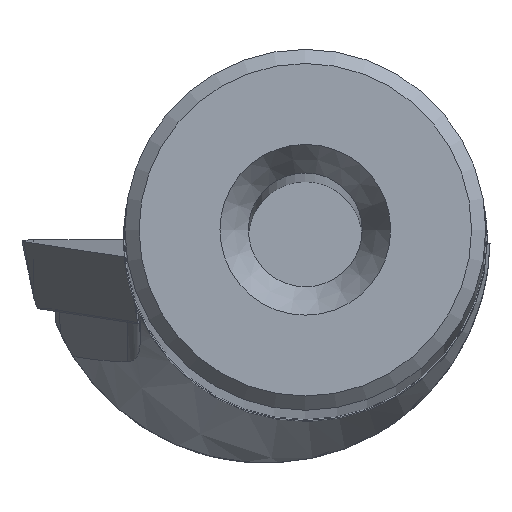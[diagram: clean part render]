
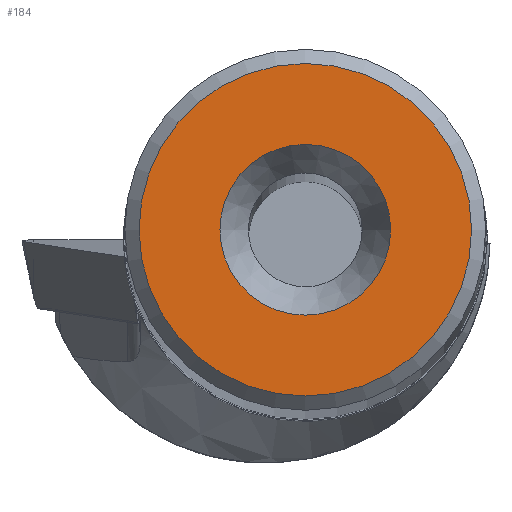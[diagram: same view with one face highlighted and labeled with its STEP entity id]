
A CAD part, top view. The second image highlights one B-rep face of the part: STEP entity #184.
In plain terms, the highlighted planar face has unit normal (0, 0, 1).
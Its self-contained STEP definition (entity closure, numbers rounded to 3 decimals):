
#184=ADVANCED_FACE('',(#360,#361),#219,.T.);
#219=PLANE('',#969);
#360=FACE_BOUND('',#406,.T.);
#361=FACE_BOUND('',#407,.T.);
#406=EDGE_LOOP('',(#548));
#407=EDGE_LOOP('',(#549));
#548=ORIENTED_EDGE('',*,*,#792,.F.);
#549=ORIENTED_EDGE('',*,*,#793,.T.);
#703=VERTEX_POINT('',#1579);
#704=VERTEX_POINT('',#1581);
#792=EDGE_CURVE('',#703,#703,#840,.T.);
#793=EDGE_CURVE('',#704,#704,#841,.T.);
#840=CIRCLE('',#967,3.);
#841=CIRCLE('',#968,5.843);
#967=AXIS2_PLACEMENT_3D('',#1578,#1143,#1144);
#968=AXIS2_PLACEMENT_3D('',#1580,#1145,#1146);
#969=AXIS2_PLACEMENT_3D('',#1582,#1147,#1148);
#1143=DIRECTION('',(0.,0.,1.));
#1144=DIRECTION('',(1.,0.,0.));
#1145=DIRECTION('',(0.,0.,1.));
#1146=DIRECTION('',(1.,0.,0.));
#1147=DIRECTION('',(0.,0.,1.));
#1148=DIRECTION('',(1.,0.,0.));
#1578=CARTESIAN_POINT('',(0.,0.,0.));
#1579=CARTESIAN_POINT('',(3.,0.,0.));
#1580=CARTESIAN_POINT('',(0.,0.,0.));
#1581=CARTESIAN_POINT('',(5.843,0.,0.));
#1582=CARTESIAN_POINT('',(0.,0.,0.));
